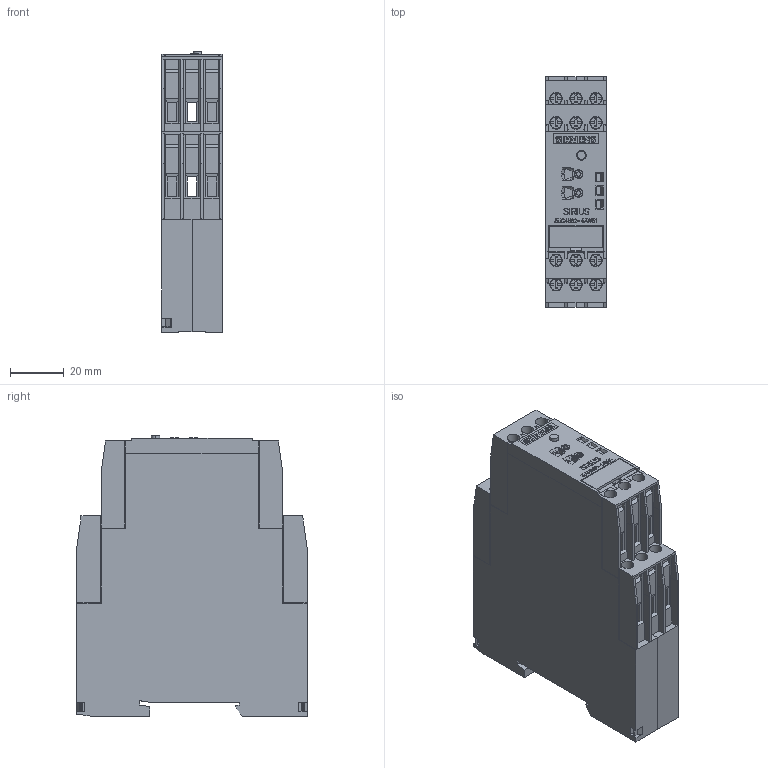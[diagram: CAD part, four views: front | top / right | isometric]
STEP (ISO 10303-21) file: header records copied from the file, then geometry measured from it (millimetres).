
FILE_DESCRIPTION(('STEP AP214'),'1');
FILE_NAME('cctmp_E5908ED4-3797-452D-A247-5300E4F28365_2023_07_24_20_07_15_0123..stp','2023-07-24T18:07:16',('SIEMENS A&D'),('CADClick - www.CADClick.com'),'Spatial InterOp 3D postprocessed',' ','unknown authorization');
FILE_SCHEMA(('AUTOMOTIVE_DESIGN'));
Length unit declared in the file: millimetre
Products named in the file (1): 2023_07_24_20_07_15_0091
Bounding box: 22.5 x 85.65 x 104.3 mm (x, y, z)
Volume: 112513.5 mm3; surface area: 51033.9 mm2
Topology: 1 solids, 1 shells, 1749 faces, 4757 edges, 3120 vertices
Faces by surface type: plane 1479, cylinder 204, cone 66
Entity records: 60332 total; most frequent: CARTESIAN_POINT 10529, ORIENTED_EDGE 9514, DIRECTION 8729, EDGE_CURVE 4757, LINE 4085, VECTOR 4085, VERTEX_POINT 3120, AXIS2_PLACEMENT_3D 2322
